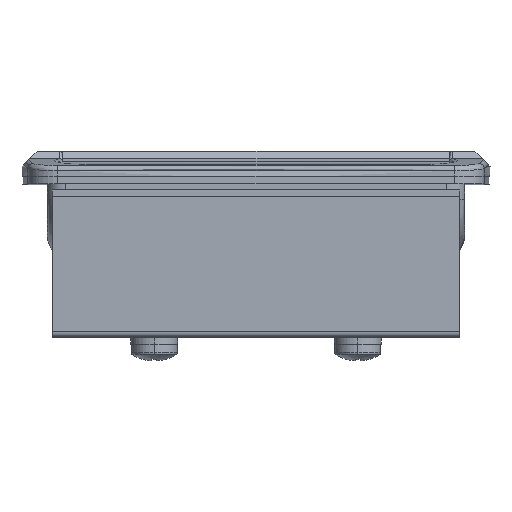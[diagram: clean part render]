
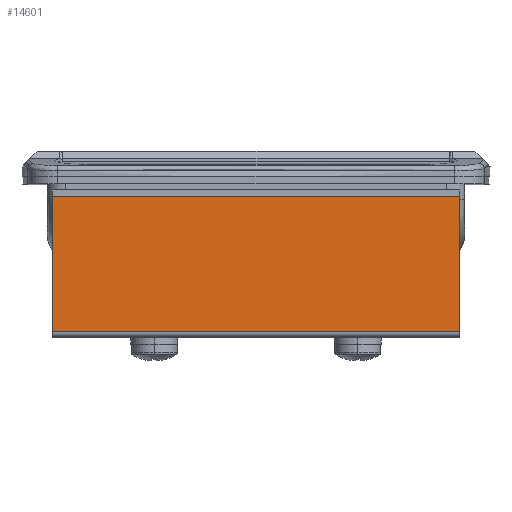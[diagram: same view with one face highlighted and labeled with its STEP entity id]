
A CAD part, top view. The second image highlights one B-rep face of the part: STEP entity #14601.
In plain terms, the highlighted planar face has unit normal (0, 0, 1).
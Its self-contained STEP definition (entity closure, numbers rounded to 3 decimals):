
#40 = VECTOR ( 'NONE', #2035, 1000. ) ;
#1676 = LINE ( 'NONE', #1677, #12364 ) ;
#1677 = CARTESIAN_POINT ( 'NONE',  ( -40., -27.8, 9. ) ) ;
#1678 = DIRECTION ( 'NONE',  ( 0., -1., 0. ) ) ;
#1686 = LINE ( 'NONE', #1687, #12367 ) ;
#1687 = CARTESIAN_POINT ( 'NONE',  ( 40., -27.8, 9. ) ) ;
#1688 = DIRECTION ( 'NONE',  ( 0., -1., 0. ) ) ;
#1707 = LINE ( 'NONE', #1708, #12375 ) ;
#1708 = CARTESIAN_POINT ( 'NONE',  ( 40., -27.8, 9. ) ) ;
#1709 = DIRECTION ( 'NONE',  ( -1., 0., 0. ) ) ;
#2033 = LINE ( 'NONE', #2034, #40 ) ;
#2034 = CARTESIAN_POINT ( 'NONE',  ( 40., -1.2, 9. ) ) ;
#2035 = DIRECTION ( 'NONE',  ( -1., 0., 0. ) ) ;
#2215 = FACE_OUTER_BOUND ( 'NONE', #17071, .T. ) ;
#2219 = AXIS2_PLACEMENT_3D ( 'NONE', #6533, #6534, #6535 ) ;
#6532 = PLANE ( 'NONE',  #2219 ) ;
#6533 = CARTESIAN_POINT ( 'NONE',  ( 40., -27.8, 9. ) ) ;
#6534 = DIRECTION ( 'NONE',  ( 0., 0., -1. ) ) ;
#6535 = DIRECTION ( 'NONE',  ( -1., 0., 0. ) ) ;
#11024 = CARTESIAN_POINT ( 'NONE',  ( -40., -27.8, 9. ) ) ;
#11025 = CARTESIAN_POINT ( 'NONE',  ( -40., -1.2, 9. ) ) ;
#11026 = CARTESIAN_POINT ( 'NONE',  ( 40., -27.8, 9. ) ) ;
#11027 = CARTESIAN_POINT ( 'NONE',  ( 40., -1.2, 9. ) ) ;
#12364 = VECTOR ( 'NONE', #1678, 1000. ) ;
#12367 = VECTOR ( 'NONE', #1688, 1000. ) ;
#12375 = VECTOR ( 'NONE', #1709, 1000. ) ;
#12644 = EDGE_CURVE ( 'NONE', #18632, #18631, #1676, .T. ) ;
#12647 = EDGE_CURVE ( 'NONE', #18634, #18633, #1686, .T. ) ;
#12654 = EDGE_CURVE ( 'NONE', #18633, #18631, #1707, .T. ) ;
#12736 = EDGE_CURVE ( 'NONE', #18634, #18632, #2033, .T. ) ;
#14601 = ADVANCED_FACE ( 'NONE', ( #2215 ), #6532, .F. ) ;
#16414 = ORIENTED_EDGE ( 'NONE', *, *, #12647, .F. ) ;
#16415 = ORIENTED_EDGE ( 'NONE', *, *, #12644, .T. ) ;
#16416 = ORIENTED_EDGE ( 'NONE', *, *, #12736, .T. ) ;
#16417 = ORIENTED_EDGE ( 'NONE', *, *, #12654, .F. ) ;
#17071 = EDGE_LOOP ( 'NONE', ( #16414, #16416, #16415, #16417 ) ) ;
#18631 = VERTEX_POINT ( 'NONE', #11024 ) ;
#18632 = VERTEX_POINT ( 'NONE', #11025 ) ;
#18633 = VERTEX_POINT ( 'NONE', #11026 ) ;
#18634 = VERTEX_POINT ( 'NONE', #11027 ) ;
